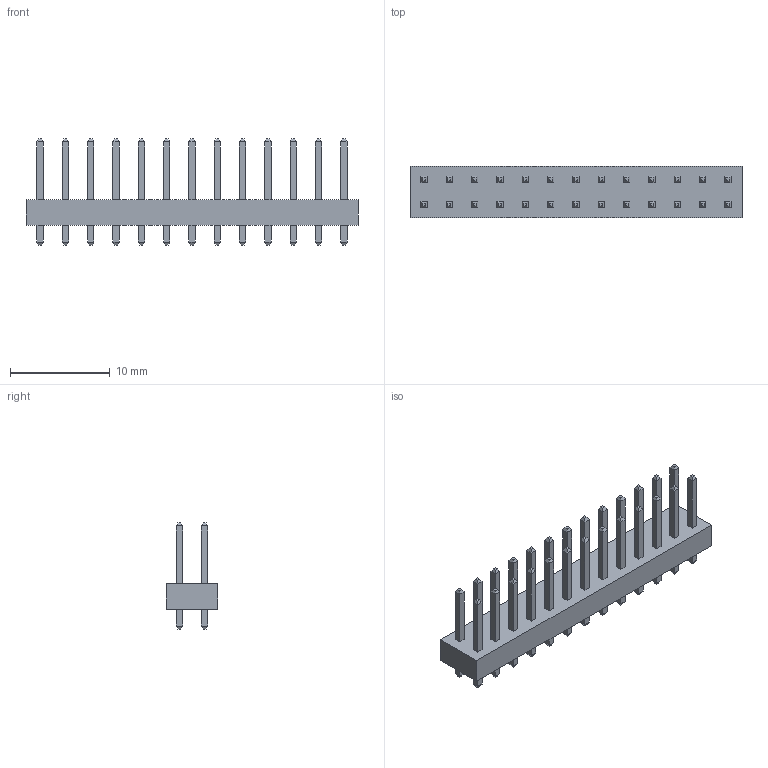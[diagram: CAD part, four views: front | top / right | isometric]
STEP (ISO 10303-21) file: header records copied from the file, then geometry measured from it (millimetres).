
FILE_DESCRIPTION (( 'STEP AP214' ), '1' );
FILE_NAME ( 'HDRV26W64P254_13X2_3332X515H865.STEP', '2022-06-18T21:59:54', ( '' ), ( '' ), '', '©2017 PCB Libraries, Inc.', '' );
FILE_SCHEMA (( 'AUTOMOTIVE_DESIGN' ));
Length unit declared in the file: millimetre
Products named in the file (1): HDRV26W64P254_13X2_3332X515H865
Bounding box: 33.32 x 5.15 x 10.65 mm (x, y, z)
Volume: 519.4 mm3; surface area: 1097.9 mm2
Topology: 53 solids, 53 shells, 526 faces, 1052 edges, 632 vertices
Faces by surface type: plane 526
Entity records: 14735 total; most frequent: CARTESIAN_POINT 2211, DIRECTION 2106, ORIENTED_EDGE 2104, VECTOR 1052, LINE 1052, EDGE_CURVE 1052, VERTEX_POINT 632, STYLED_ITEM 580
